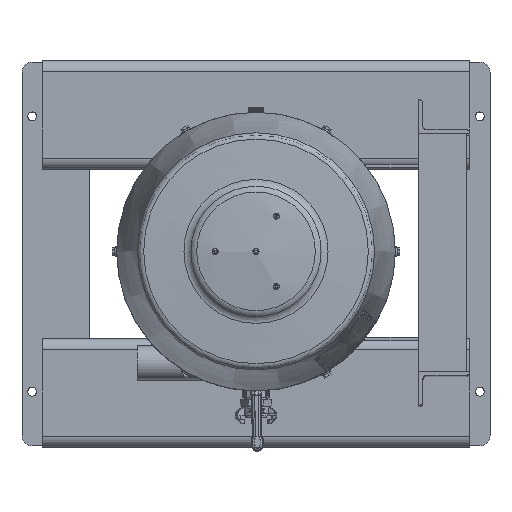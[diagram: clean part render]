
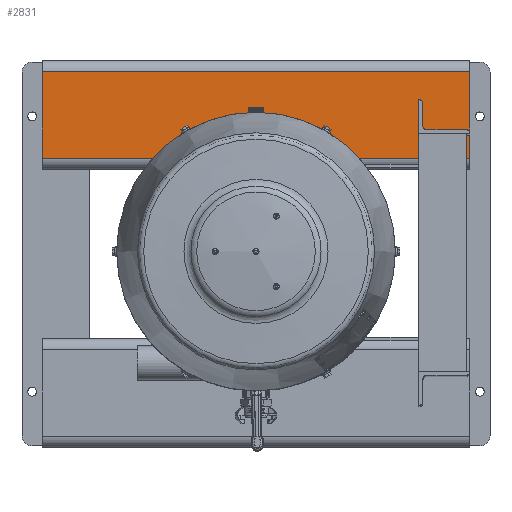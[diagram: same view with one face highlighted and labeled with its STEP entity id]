
A CAD part, top view. The second image highlights one B-rep face of the part: STEP entity #2831.
In plain terms, the highlighted planar face has unit normal (0, 0, 1).
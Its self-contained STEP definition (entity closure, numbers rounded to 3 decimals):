
#2831 = ADVANCED_FACE( '', ( #6130 ), #6131, .F. );
#6130 = FACE_OUTER_BOUND( '', #11358, .T. );
#6131 = PLANE( '', #11359 );
#11358 = EDGE_LOOP( '', ( #18713, #18714, #18715, #18716 ) );
#11359 = AXIS2_PLACEMENT_3D( '', #18717, #18718, #18719 );
#18713 = ORIENTED_EDGE( '', *, *, #23792, .T. );
#18714 = ORIENTED_EDGE( '', *, *, #21629, .F. );
#18715 = ORIENTED_EDGE( '', *, *, #22601, .F. );
#18716 = ORIENTED_EDGE( '', *, *, #23414, .T. );
#18717 = CARTESIAN_POINT( '', ( -315., 141.235, -138.383 ) );
#18718 = DIRECTION( '', ( 0., 0., -1. ) );
#18719 = DIRECTION( '', ( -1., 0., 0. ) );
#21629 = EDGE_CURVE( '', #26582, #26577, #26584, .T. );
#22601 = EDGE_CURVE( '', #28222, #26582, #28224, .T. );
#23414 = EDGE_CURVE( '', #28222, #29596, #29598, .T. );
#23792 = EDGE_CURVE( '', #29596, #26577, #30194, .T. );
#26577 = VERTEX_POINT( '', #38569 );
#26582 = VERTEX_POINT( '', #38575 );
#26584 = LINE( '', #38577, #38578 );
#28222 = VERTEX_POINT( '', #45352 );
#28224 = LINE( '', #45354, #45355 );
#29596 = VERTEX_POINT( '', #50243 );
#29598 = LINE( '', #50245, #50246 );
#30194 = LINE( '', #53157, #53158 );
#38569 = CARTESIAN_POINT( '', ( 315., 268.765, -138.383 ) );
#38575 = CARTESIAN_POINT( '', ( -315., 268.765, -138.383 ) );
#38577 = CARTESIAN_POINT( '', ( -315., 268.765, -138.383 ) );
#38578 = VECTOR( '', #59363, 1000. );
#45352 = CARTESIAN_POINT( '', ( -315., 141.235, -138.383 ) );
#45354 = CARTESIAN_POINT( '', ( -315., 141.235, -138.383 ) );
#45355 = VECTOR( '', #60383, 1000. );
#50243 = CARTESIAN_POINT( '', ( 315., 141.235, -138.383 ) );
#50245 = CARTESIAN_POINT( '', ( -315., 141.235, -138.383 ) );
#50246 = VECTOR( '', #61147, 1000. );
#53157 = CARTESIAN_POINT( '', ( 315., 141.235, -138.383 ) );
#53158 = VECTOR( '', #61476, 1000. );
#59363 = DIRECTION( '', ( 1., 0., 0. ) );
#60383 = DIRECTION( '', ( 0., 1., 0. ) );
#61147 = DIRECTION( '', ( 1., 0., 0. ) );
#61476 = DIRECTION( '', ( 0., 1., 0. ) );
